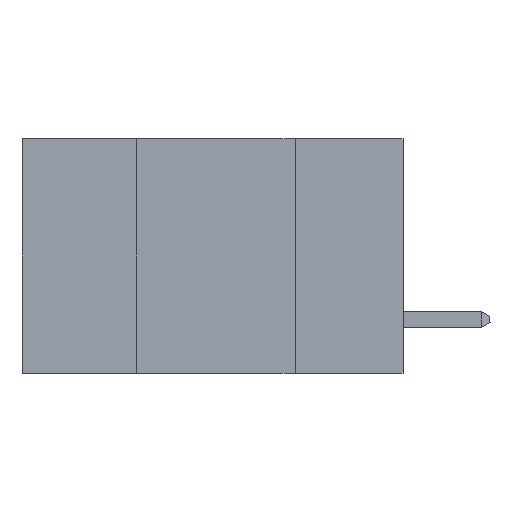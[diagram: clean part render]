
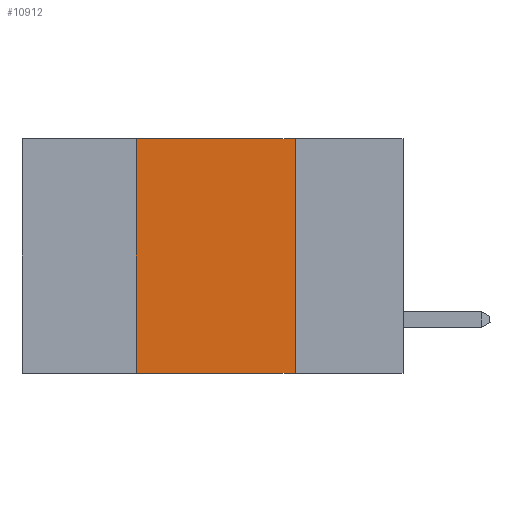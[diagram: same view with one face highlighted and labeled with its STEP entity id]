
A CAD part, left-side view. The second image highlights one B-rep face of the part: STEP entity #10912.
In plain terms, the highlighted planar face has unit normal (-1, 0, 0).
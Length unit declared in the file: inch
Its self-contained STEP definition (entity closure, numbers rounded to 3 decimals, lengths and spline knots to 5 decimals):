
#620 = CARTESIAN_POINT ( 'NONE',  ( 0., 0.42, -0.37 ) ) ;
#695 = CARTESIAN_POINT ( 'NONE',  ( 0., 0.17, -0.37 ) ) ;
#883 = EDGE_CURVE ( 'NONE', #5985, #2133, #9707, .T. ) ;
#2020 = DIRECTION ( 'NONE',  ( 0., -1., 0. ) ) ;
#2133 = VERTEX_POINT ( 'NONE', #13515 ) ;
#3347 = EDGE_CURVE ( 'NONE', #2133, #4333, #12903, .T. ) ;
#3359 = LINE ( 'NONE', #5701, #11715 ) ;
#3505 = AXIS2_PLACEMENT_3D ( 'NONE', #5094, #12017, #6243 ) ;
#3827 = FACE_OUTER_BOUND ( 'NONE', #9132, .T. ) ;
#4016 = DIRECTION ( 'NONE',  ( 0., 0., -1. ) ) ;
#4333 = VERTEX_POINT ( 'NONE', #695 ) ;
#4575 = DIRECTION ( 'NONE',  ( 0., 0., 1. ) ) ;
#4652 = VECTOR ( 'NONE', #5508, 39.37008 ) ;
#4961 = ORIENTED_EDGE ( 'NONE', *, *, #13036, .F. ) ;
#5094 = CARTESIAN_POINT ( 'NONE',  ( 0., 0.6, 0. ) ) ;
#5508 = DIRECTION ( 'NONE',  ( 0., -1., 0. ) ) ;
#5701 = CARTESIAN_POINT ( 'NONE',  ( 0., 0.42, 0. ) ) ;
#5985 = VERTEX_POINT ( 'NONE', #14131 ) ;
#6173 = EDGE_CURVE ( 'NONE', #12645, #4333, #14643, .T. ) ;
#6243 = DIRECTION ( 'NONE',  ( 0., 0., -1. ) ) ;
#6382 = CARTESIAN_POINT ( 'NONE',  ( 0., 0.6, -0.37 ) ) ;
#7352 = ORIENTED_EDGE ( 'NONE', *, *, #3347, .F. ) ;
#7718 = VECTOR ( 'NONE', #2020, 39.37008 ) ;
#8837 = CARTESIAN_POINT ( 'NONE',  ( 0., 0.17, 0. ) ) ;
#9132 = EDGE_LOOP ( 'NONE', ( #7352, #14524, #4961, #14204 ) ) ;
#9646 = PLANE ( 'NONE',  #3505 ) ;
#9707 = LINE ( 'NONE', #10150, #7718 ) ;
#10150 = CARTESIAN_POINT ( 'NONE',  ( 0., 0.6, 0. ) ) ;
#10912 = ADVANCED_FACE ( 'NONE', ( #3827 ), #9646, .F. ) ;
#11715 = VECTOR ( 'NONE', #4575, 39.37008 ) ;
#12001 = VECTOR ( 'NONE', #4016, 39.37008 ) ;
#12017 = DIRECTION ( 'NONE',  ( 1., 0., 0. ) ) ;
#12645 = VERTEX_POINT ( 'NONE', #620 ) ;
#12903 = LINE ( 'NONE', #8837, #12001 ) ;
#13036 = EDGE_CURVE ( 'NONE', #12645, #5985, #3359, .T. ) ;
#13515 = CARTESIAN_POINT ( 'NONE',  ( 0., 0.17, 0. ) ) ;
#14131 = CARTESIAN_POINT ( 'NONE',  ( 0., 0.42, 0. ) ) ;
#14204 = ORIENTED_EDGE ( 'NONE', *, *, #6173, .T. ) ;
#14524 = ORIENTED_EDGE ( 'NONE', *, *, #883, .F. ) ;
#14643 = LINE ( 'NONE', #6382, #4652 ) ;
